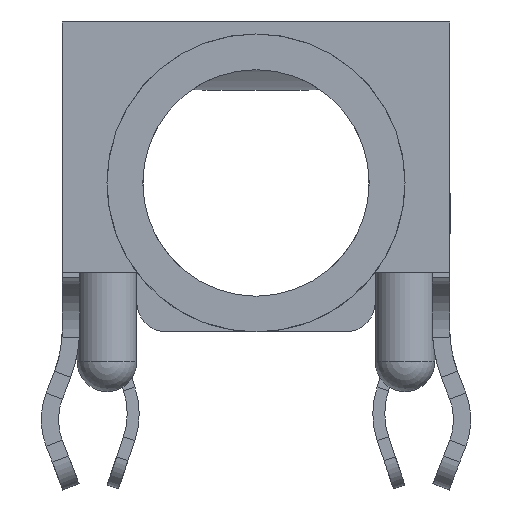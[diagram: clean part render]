
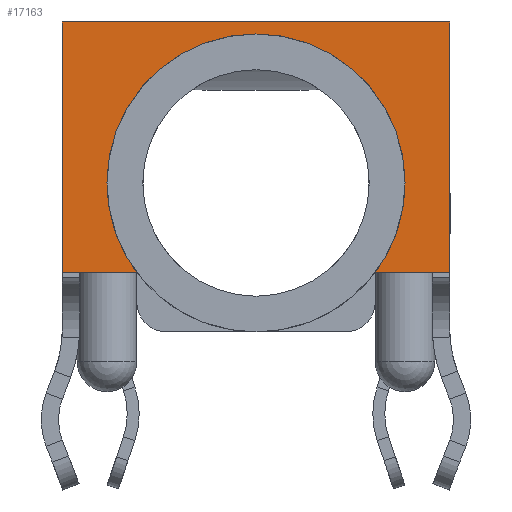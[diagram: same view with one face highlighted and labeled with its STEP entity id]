
A CAD part, left-side view. The second image highlights one B-rep face of the part: STEP entity #17163.
In plain terms, the highlighted planar face has unit normal (-1, 0, 0).
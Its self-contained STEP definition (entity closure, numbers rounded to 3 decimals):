
#314 = CIRCLE ( 'NONE', #7113, 2.5 ) ;
#324 = DIRECTION ( 'NONE',  ( 0., 1., 0. ) ) ;
#1076 = CARTESIAN_POINT ( 'NONE',  ( -7., 2., 1. ) ) ;
#1199 = LINE ( 'NONE', #12962, #3165 ) ;
#1435 = CARTESIAN_POINT ( 'NONE',  ( -7., 0., 2.5 ) ) ;
#1661 = DIRECTION ( 'NONE',  ( 0., 0., -1. ) ) ;
#1757 = LINE ( 'NONE', #14864, #4551 ) ;
#1938 = DIRECTION ( 'NONE',  ( 0., 0., -1. ) ) ;
#2001 = AXIS2_PLACEMENT_3D ( 'NONE', #10976, #11180, #7972 ) ;
#2055 = ORIENTED_EDGE ( 'NONE', *, *, #10042, .F. ) ;
#2069 = CARTESIAN_POINT ( 'NONE',  ( -7., 3.25, 5.2 ) ) ;
#2171 = ORIENTED_EDGE ( 'NONE', *, *, #19082, .T. ) ;
#2202 = VECTOR ( 'NONE', #9819, 1000. ) ;
#3165 = VECTOR ( 'NONE', #10182, 1000. ) ;
#3265 = LINE ( 'NONE', #9102, #5693 ) ;
#4157 = EDGE_CURVE ( 'NONE', #12300, #18676, #5383, .T. ) ;
#4551 = VECTOR ( 'NONE', #1661, 1000. ) ;
#5022 = PLANE ( 'NONE',  #2001 ) ;
#5265 = ORIENTED_EDGE ( 'NONE', *, *, #16616, .F. ) ;
#5269 = EDGE_CURVE ( 'NONE', #7893, #13869, #1199, .T. ) ;
#5383 = LINE ( 'NONE', #17144, #2202 ) ;
#5594 = CARTESIAN_POINT ( 'NONE',  ( -7., -2., 1. ) ) ;
#5693 = VECTOR ( 'NONE', #324, 1000. ) ;
#6213 = VERTEX_POINT ( 'NONE', #8700 ) ;
#6477 = CARTESIAN_POINT ( 'NONE',  ( -7., 3.25, 1. ) ) ;
#7113 = AXIS2_PLACEMENT_3D ( 'NONE', #18875, #14297, #18685 ) ;
#7893 = VERTEX_POINT ( 'NONE', #16634 ) ;
#7972 = DIRECTION ( 'NONE',  ( 0., 0., -1. ) ) ;
#8278 = FACE_OUTER_BOUND ( 'NONE', #17898, .T. ) ;
#8700 = CARTESIAN_POINT ( 'NONE',  ( -7., 0., 5. ) ) ;
#9102 = CARTESIAN_POINT ( 'NONE',  ( -7., 3.25, 1. ) ) ;
#9284 = ORIENTED_EDGE ( 'NONE', *, *, #16841, .F. ) ;
#9361 = VECTOR ( 'NONE', #1938, 1000. ) ;
#9819 = DIRECTION ( 'NONE',  ( 0., -1., 0. ) ) ;
#10042 = EDGE_CURVE ( 'NONE', #6213, #12775, #314, .T. ) ;
#10182 = DIRECTION ( 'NONE',  ( 0., 1., 0. ) ) ;
#10661 = CARTESIAN_POINT ( 'NONE',  ( -7., -3.25, 5.2 ) ) ;
#10976 = CARTESIAN_POINT ( 'NONE',  ( -7., 3.25, 5.2 ) ) ;
#11180 = DIRECTION ( 'NONE',  ( 1., 0., 0. ) ) ;
#11959 = CARTESIAN_POINT ( 'NONE',  ( -7., -3.25, 5.2 ) ) ;
#11993 = CIRCLE ( 'NONE', #17249, 2.5 ) ;
#12300 = VERTEX_POINT ( 'NONE', #2069 ) ;
#12775 = VERTEX_POINT ( 'NONE', #1076 ) ;
#12962 = CARTESIAN_POINT ( 'NONE',  ( -7., -3.25, 1. ) ) ;
#13000 = ORIENTED_EDGE ( 'NONE', *, *, #4157, .F. ) ;
#13109 = DIRECTION ( 'NONE',  ( 0., 0., 1. ) ) ;
#13869 = VERTEX_POINT ( 'NONE', #5594 ) ;
#14297 = DIRECTION ( 'NONE',  ( -1., 0., 0. ) ) ;
#14800 = EDGE_CURVE ( 'NONE', #13869, #6213, #11993, .T. ) ;
#14864 = CARTESIAN_POINT ( 'NONE',  ( -7., 3.25, 5.2 ) ) ;
#14950 = LINE ( 'NONE', #11959, #9361 ) ;
#15057 = ORIENTED_EDGE ( 'NONE', *, *, #14800, .F. ) ;
#16616 = EDGE_CURVE ( 'NONE', #12775, #16846, #3265, .T. ) ;
#16634 = CARTESIAN_POINT ( 'NONE',  ( -7., -3.25, 1. ) ) ;
#16841 = EDGE_CURVE ( 'NONE', #18676, #7893, #14950, .T. ) ;
#16846 = VERTEX_POINT ( 'NONE', #6477 ) ;
#17144 = CARTESIAN_POINT ( 'NONE',  ( -7., 3.25, 5.2 ) ) ;
#17163 = ADVANCED_FACE ( 'NONE', ( #8278 ), #5022, .F. ) ;
#17249 = AXIS2_PLACEMENT_3D ( 'NONE', #1435, #17282, #13109 ) ;
#17282 = DIRECTION ( 'NONE',  ( -1., 0., 0. ) ) ;
#17898 = EDGE_LOOP ( 'NONE', ( #2171, #5265, #2055, #15057, #18777, #9284, #13000 ) ) ;
#18676 = VERTEX_POINT ( 'NONE', #10661 ) ;
#18685 = DIRECTION ( 'NONE',  ( 0., 0., 1. ) ) ;
#18777 = ORIENTED_EDGE ( 'NONE', *, *, #5269, .F. ) ;
#18875 = CARTESIAN_POINT ( 'NONE',  ( -7., 0., 2.5 ) ) ;
#19082 = EDGE_CURVE ( 'NONE', #12300, #16846, #1757, .T. ) ;
